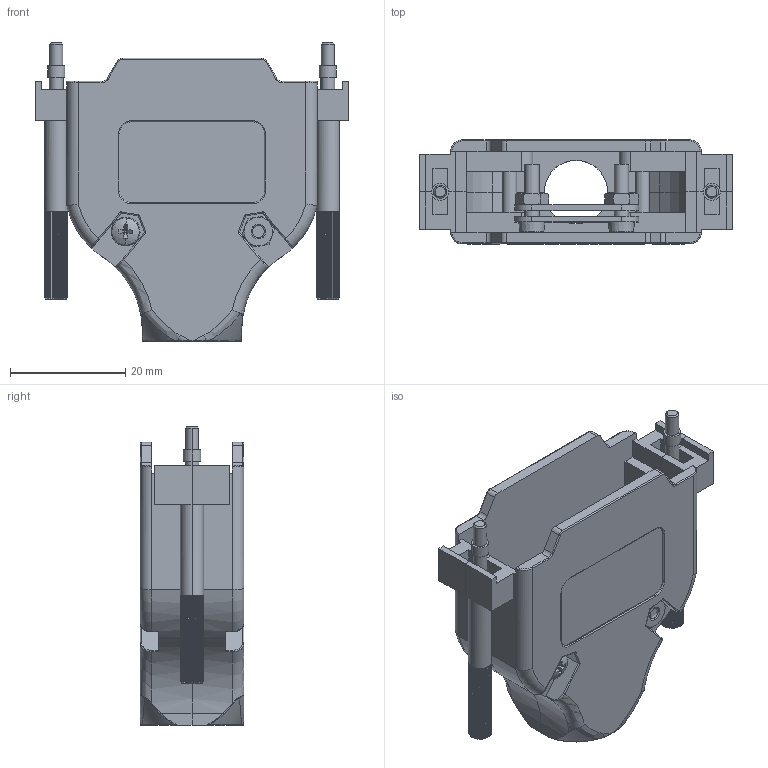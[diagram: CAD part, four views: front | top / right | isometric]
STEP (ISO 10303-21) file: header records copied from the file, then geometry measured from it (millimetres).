
FILE_DESCRIPTION (( 'STEP AP214' ), '1' );
FILE_NAME ('211-HSG-D25-SR.STEP', '2021-01-20T07:36:35', ( '' ), ( '' ), 'SwSTEP 2.0', 'SolidWorks 2017', '' );
FILE_SCHEMA (( 'AUTOMOTIVE_DESIGN' ));
Length unit declared in the file: millimetre
Products named in the file (9): ISO 1207 - M2.5 x 10 --- 10C_ISO 1207 - M2.5 x 10 --- 10C; 9211-SR-UHV; 211-SR15_50-SS; 9211-HSG-D25-SR; B18.6.7M - M2.5 x 0.45 x 13 Type I Cross Recessed PHMS --13N_B18.6.7M - M2.5 x 0.45 x 13 Type I Cross Recessed PHMS --13N; 211-HSG-D25-SR; Hexagon Nut ISO 4032 - M2.5 - D - N_Hexagon Nut ISO 4032 - M2.5 - D - N; B18.2.4.1M - Hex nut, Style 1,  M2.5 x 0.45 --D-N_B18.2.4.1M - Hex nut, Style 1,  M2.5 x 0.45 --D-N; 9211-HSG-SCREW-2_Nickelbeschichtet
Assembly tree (15 placements, depth 3):
  211-HSG-D25-SR
    9211-HSG-D25-SR  x2
    211-SR15_50-SS
      9211-SR-UHV  x2
      ISO 1207 - M2.5 x 10 --- 10C_ISO 1207 - M2.5 x 10 --- 10C  x2
      Hexagon Nut ISO 4032 - M2.5 - D - N_Hexagon Nut ISO 4032 - M2.5 - D - N  x2
    9211-HSG-SCREW-2_Nickelbeschichtet  x2
    B18.2.4.1M - Hex nut, Style 1,  M2.5 x 0.45 --D-N_B18.2.4.1M - Hex nut, Style 1,  M2.5 x 0.45 --D-N  x2
    B18.6.7M - M2.5 x 0.45 x 13 Type I Cross Recessed PHMS --13N_B18.6.7M - M2.5 x 0.45 x 13 Type I Cross Recessed PHMS --13N  x2
Bounding box: 54.2 x 18 x 51.7 mm (x, y, z)
Volume: 13806.4 mm3; surface area: 13881.3 mm2
Topology: 14 solids, 14 shells, 726 faces, 1854 edges, 1164 vertices
Faces by surface type: plane 406, cylinder 156, cone 76, torus 44, bspline 40, sphere 4
Entity records: 12154 total; most frequent: CARTESIAN_POINT 3112, ORIENTED_EDGE 1850, DIRECTION 1787, EDGE_CURVE 925, AXIS2_PLACEMENT_3D 666, VERTEX_POINT 582, VECTOR 455, LINE 455
